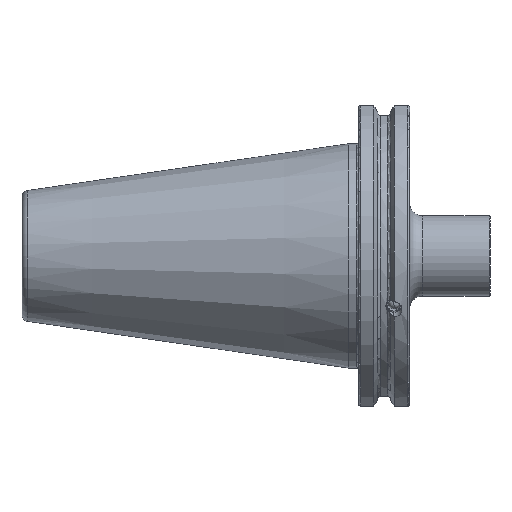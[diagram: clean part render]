
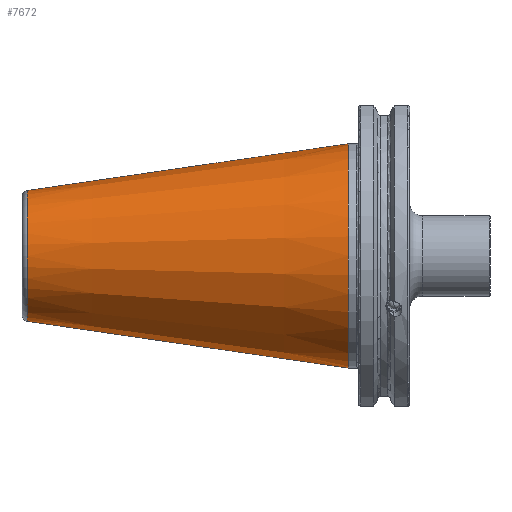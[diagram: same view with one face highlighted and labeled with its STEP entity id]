
A CAD part, front view. The second image highlights one B-rep face of the part: STEP entity #7672.
In plain terms, the highlighted conical face has half-angle 8.297 degrees and reference radius 34.925 mm.
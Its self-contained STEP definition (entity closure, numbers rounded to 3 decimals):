
#298 = EDGE_CURVE ( 'NONE', #5924, #854, #3508, .T. ) ;
#518 = AXIS2_PLACEMENT_3D ( 'NONE', #3270, #3222, #3216 ) ;
#854 = VERTEX_POINT ( 'NONE', #990 ) ;
#990 = CARTESIAN_POINT ( 'NONE',  ( 0., 0., -34.925 ) ) ;
#1010 = ORIENTED_EDGE ( 'NONE', *, *, #1376, .F. ) ;
#1019 = ORIENTED_EDGE ( 'NONE', *, *, #4114, .F. ) ;
#1111 = ORIENTED_EDGE ( 'NONE', *, *, #298, .T. ) ;
#1124 = ORIENTED_EDGE ( 'NONE', *, *, #4214, .T. ) ;
#1210 = AXIS2_PLACEMENT_3D ( 'NONE', #5260, #5207, #5185 ) ;
#1376 = EDGE_CURVE ( 'NONE', #7635, #4968, #2662, .T. ) ;
#2297 = AXIS2_PLACEMENT_3D ( 'NONE', #5439, #2301, #2435 ) ;
#2301 = DIRECTION ( 'NONE',  ( 1., 0., 0. ) ) ;
#2435 = DIRECTION ( 'NONE',  ( 0., 0., -1. ) ) ;
#2648 = VECTOR ( 'NONE', #6963, 1000. ) ;
#2662 = LINE ( 'NONE', #6894, #2648 ) ;
#3216 = DIRECTION ( 'NONE',  ( 0., 0., 1. ) ) ;
#3222 = DIRECTION ( 'NONE',  ( -1., 0., 0. ) ) ;
#3270 = CARTESIAN_POINT ( 'NONE',  ( 0., 0., 0. ) ) ;
#3486 = VECTOR ( 'NONE', #5262, 1000. ) ;
#3508 = LINE ( 'NONE', #5609, #3486 ) ;
#3934 = CARTESIAN_POINT ( 'NONE',  ( -99.889, 0., -20.358 ) ) ;
#4114 = EDGE_CURVE ( 'NONE', #5924, #7635, #8501, .T. ) ;
#4214 = EDGE_CURVE ( 'NONE', #854, #4968, #8211, .T. ) ;
#4579 = CARTESIAN_POINT ( 'NONE',  ( 0., 0., 34.925 ) ) ;
#4968 = VERTEX_POINT ( 'NONE', #4579 ) ;
#5185 = DIRECTION ( 'NONE',  ( 0., 0., 1. ) ) ;
#5207 = DIRECTION ( 'NONE',  ( -1., 0., 0. ) ) ;
#5260 = CARTESIAN_POINT ( 'NONE',  ( -99.889, 0., 0. ) ) ;
#5262 = DIRECTION ( 'NONE',  ( 0.99, 0., -0.144 ) ) ;
#5439 = CARTESIAN_POINT ( 'NONE',  ( 0., 0., 0. ) ) ;
#5609 = CARTESIAN_POINT ( 'NONE',  ( 0., 0., -34.925 ) ) ;
#5924 = VERTEX_POINT ( 'NONE', #3934 ) ;
#6017 = EDGE_LOOP ( 'NONE', ( #1010, #1019, #1111, #1124 ) ) ;
#6894 = CARTESIAN_POINT ( 'NONE',  ( 0., 0., 34.925 ) ) ;
#6963 = DIRECTION ( 'NONE',  ( 0.99, 0., 0.144 ) ) ;
#7263 = CONICAL_SURFACE ( 'NONE', #2297, 34.925, 0.145 ) ;
#7635 = VERTEX_POINT ( 'NONE', #8081 ) ;
#7672 = ADVANCED_FACE ( 'NONE', ( #8566 ), #7263, .T. ) ;
#8081 = CARTESIAN_POINT ( 'NONE',  ( -99.889, 0., 20.358 ) ) ;
#8211 = CIRCLE ( 'NONE', #518, 34.925 ) ;
#8501 = CIRCLE ( 'NONE', #1210, 20.358 ) ;
#8566 = FACE_OUTER_BOUND ( 'NONE', #6017, .T. ) ;
